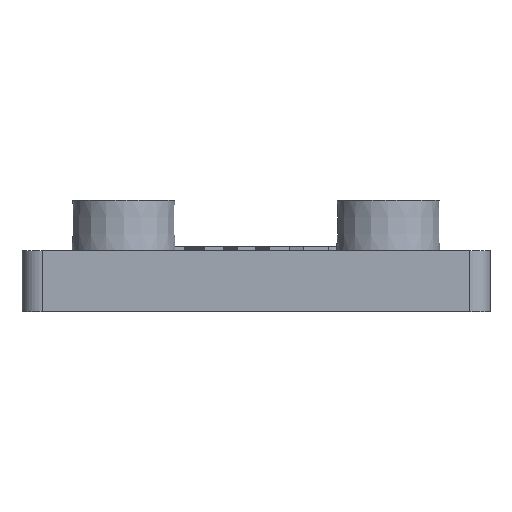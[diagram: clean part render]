
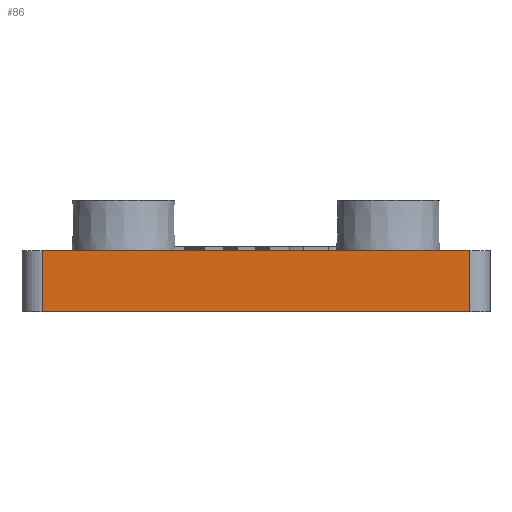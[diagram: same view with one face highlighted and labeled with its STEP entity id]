
A CAD part, front view. The second image highlights one B-rep face of the part: STEP entity #86.
In plain terms, the highlighted planar face has unit normal (0, -1, 0).
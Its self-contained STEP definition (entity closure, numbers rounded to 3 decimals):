
#86 = ADVANCED_FACE( '', ( #168 ), #169, .F. );
#168 = FACE_OUTER_BOUND( '', #301, .T. );
#169 = PLANE( '', #302 );
#301 = EDGE_LOOP( '', ( #530, #531, #532, #533 ) );
#302 = AXIS2_PLACEMENT_3D( '', #534, #535, #536 );
#530 = ORIENTED_EDGE( '', *, *, #952, .F. );
#531 = ORIENTED_EDGE( '', *, *, #898, .T. );
#532 = ORIENTED_EDGE( '', *, *, #949, .T. );
#533 = ORIENTED_EDGE( '', *, *, #943, .F. );
#534 = CARTESIAN_POINT( '', ( 22.5, -12.5, 0. ) );
#535 = DIRECTION( '', ( 0., 1., 0. ) );
#536 = DIRECTION( '', ( 1., 0., 0. ) );
#898 = EDGE_CURVE( '', #1063, #1061, #1064, .T. );
#943 = EDGE_CURVE( '', #1147, #1149, #1150, .T. );
#949 = EDGE_CURVE( '', #1061, #1149, #1158, .T. );
#952 = EDGE_CURVE( '', #1063, #1147, #1161, .T. );
#1061 = VERTEX_POINT( '', #1322 );
#1063 = VERTEX_POINT( '', #1324 );
#1064 = LINE( '', #1325, #1326 );
#1147 = VERTEX_POINT( '', #1446 );
#1149 = VERTEX_POINT( '', #1448 );
#1150 = LINE( '', #1449, #1450 );
#1158 = LINE( '', #1461, #1462 );
#1161 = LINE( '', #1467, #1468 );
#1322 = CARTESIAN_POINT( '', ( -10.5, -12.5, 3. ) );
#1324 = CARTESIAN_POINT( '', ( 10.5, -12.5, 3. ) );
#1325 = CARTESIAN_POINT( '', ( 22.5, -12.5, 3. ) );
#1326 = VECTOR( '', #1680, 1000. );
#1446 = CARTESIAN_POINT( '', ( 10.5, -12.5, 0. ) );
#1448 = CARTESIAN_POINT( '', ( -10.5, -12.5, 0. ) );
#1449 = CARTESIAN_POINT( '', ( 22.5, -12.5, 0. ) );
#1450 = VECTOR( '', #1739, 1000. );
#1461 = CARTESIAN_POINT( '', ( -10.5, -12.5, 65.75 ) );
#1462 = VECTOR( '', #1749, 1000. );
#1467 = CARTESIAN_POINT( '', ( 10.5, -12.5, 53.951 ) );
#1468 = VECTOR( '', #1752, 1000. );
#1680 = DIRECTION( '', ( -1., 0., 0. ) );
#1739 = DIRECTION( '', ( -1., 0., 0. ) );
#1749 = DIRECTION( '', ( 0., 0., -1. ) );
#1752 = DIRECTION( '', ( 0., 0., -1. ) );
